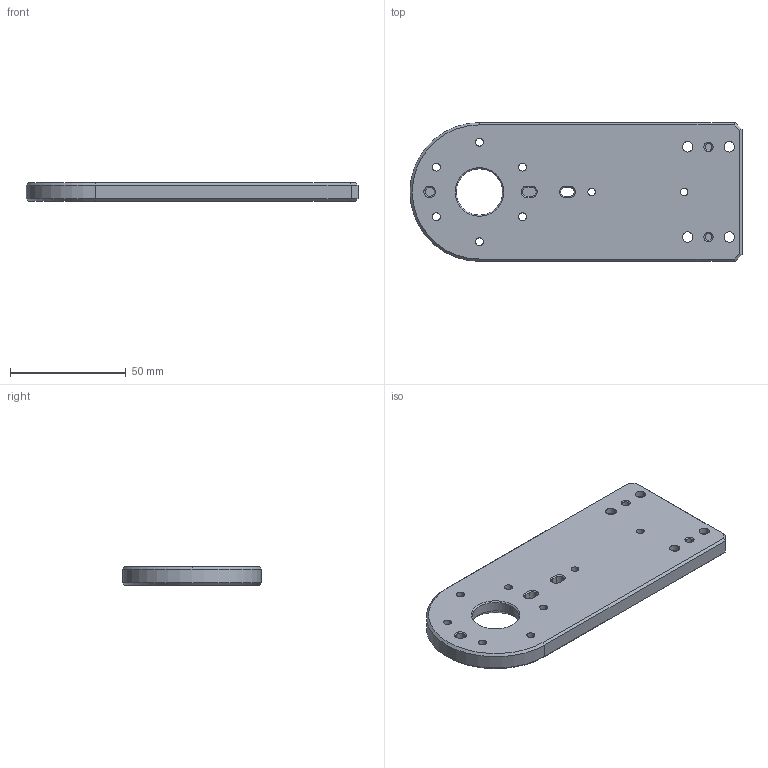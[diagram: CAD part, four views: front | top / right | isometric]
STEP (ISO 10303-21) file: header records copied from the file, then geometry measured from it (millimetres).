
FILE_DESCRIPTION (( 'STEP AP203' ), '1' );
FILE_NAME ('PDG60-2.STEP', '2024-02-15T05:41:14', ( '' ), ( '' ), 'SwSTEP 2.0', 'SolidWorks 2020', '' );
FILE_SCHEMA (( 'CONFIG_CONTROL_DESIGN' ));
Length unit declared in the file: millimetre
Products named in the file (1): PDG60-2
Bounding box: 143.5 x 60 x 8 mm (x, y, z)
Volume: 59582.9 mm3; surface area: 20409.7 mm2
Topology: 1 solids, 1 shells, 122 faces, 282 edges, 176 vertices
Faces by surface type: cylinder 59, plane 41, cone 22
Entity records: 3613 total; most frequent: DIRECTION 670, CARTESIAN_POINT 581, ORIENTED_EDGE 564, EDGE_CURVE 282, AXIS2_PLACEMENT_3D 265, VERTEX_POINT 176, EDGE_LOOP 164, CIRCLE 142
